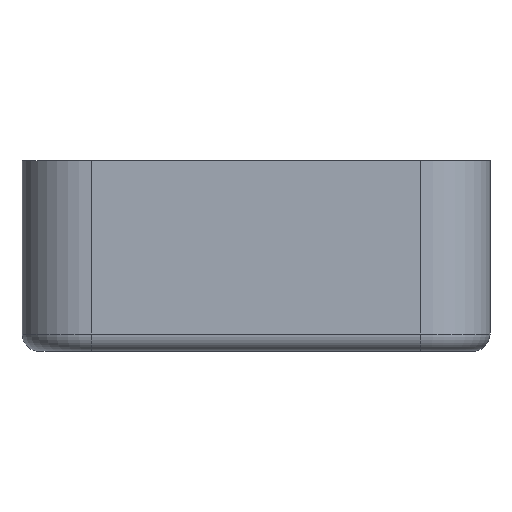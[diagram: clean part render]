
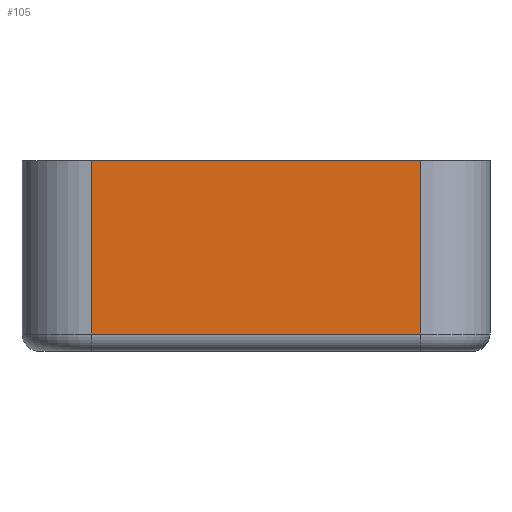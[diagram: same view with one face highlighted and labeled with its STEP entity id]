
A CAD part, left-side view. The second image highlights one B-rep face of the part: STEP entity #105.
In plain terms, the highlighted planar face has unit normal (-1, 0, 0).
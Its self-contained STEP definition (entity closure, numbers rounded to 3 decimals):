
#105 = ADVANCED_FACE( '', ( #208 ), #209, .T. );
#208 = FACE_OUTER_BOUND( '', #351, .T. );
#209 = PLANE( '', #352 );
#351 = EDGE_LOOP( '', ( #714, #715, #716, #717 ) );
#352 = AXIS2_PLACEMENT_3D( '', #718, #719, #720 );
#714 = ORIENTED_EDGE( '', *, *, #1135, .T. );
#715 = ORIENTED_EDGE( '', *, *, #1136, .T. );
#716 = ORIENTED_EDGE( '', *, *, #1137, .F. );
#717 = ORIENTED_EDGE( '', *, *, #1020, .T. );
#718 = CARTESIAN_POINT( '', ( -52., -19., 0. ) );
#719 = DIRECTION( '', ( -1., 0., 0. ) );
#720 = DIRECTION( '', ( 0., -1., 0. ) );
#1020 = EDGE_CURVE( '', #1219, #1217, #1220, .T. );
#1135 = EDGE_CURVE( '', #1217, #1417, #1419, .T. );
#1136 = EDGE_CURVE( '', #1417, #1370, #1420, .F. );
#1137 = EDGE_CURVE( '', #1219, #1370, #1421, .T. );
#1217 = VERTEX_POINT( '', #1512 );
#1219 = VERTEX_POINT( '', #1514 );
#1220 = LINE( '', #1515, #1516 );
#1370 = VERTEX_POINT( '', #1712 );
#1417 = VERTEX_POINT( '', #1783 );
#1419 = LINE( '', #1785, #1786 );
#1420 = LINE( '', #1787, #1788 );
#1421 = LINE( '', #1789, #1790 );
#1512 = CARTESIAN_POINT( '', ( -52., 19., 0. ) );
#1514 = CARTESIAN_POINT( '', ( -52., -19., 0. ) );
#1515 = CARTESIAN_POINT( '', ( -52., -19., 0. ) );
#1516 = VECTOR( '', #1890, 1000. );
#1712 = CARTESIAN_POINT( '', ( -52., -19., -20. ) );
#1783 = CARTESIAN_POINT( '', ( -52., 19., -20. ) );
#1785 = CARTESIAN_POINT( '', ( -52., 19., 0. ) );
#1786 = VECTOR( '', #2093, 1000. );
#1787 = CARTESIAN_POINT( '', ( -52., -19., -20. ) );
#1788 = VECTOR( '', #2094, 1000. );
#1789 = CARTESIAN_POINT( '', ( -52., -19., 0. ) );
#1790 = VECTOR( '', #2095, 1000. );
#1890 = DIRECTION( '', ( 0., 1., 0. ) );
#2093 = DIRECTION( '', ( 0., 0., -1. ) );
#2094 = DIRECTION( '', ( 0., 1., 0. ) );
#2095 = DIRECTION( '', ( 0., 0., -1. ) );
